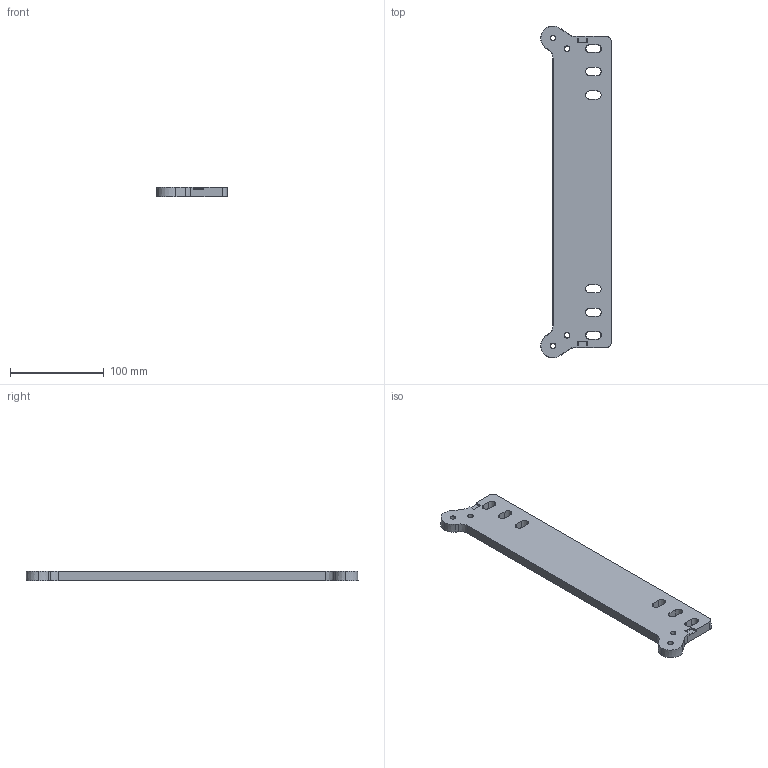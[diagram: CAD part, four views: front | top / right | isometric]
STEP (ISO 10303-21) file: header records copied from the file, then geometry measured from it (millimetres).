
FILE_DESCRIPTION (( 'STEP AP214' ), '1' );
FILE_NAME ('Flange14in.STEP', '2009-07-01T10:53:09', ( '' ), ( '' ), 'SwSTEP 2.0', 'SolidWorks 2008', '' );
FILE_SCHEMA (( 'AUTOMOTIVE_DESIGN' ));
Length unit declared in the file: millimetre
Products named in the file (1): Flange14in
Bounding box: 75.07 x 353.22 x 10 mm (x, y, z)
Volume: 113815.8 mm3; surface area: 86106.6 mm2
Topology: 1 solids, 1 shells, 937 faces, 2400 edges, 1552 vertices
Faces by surface type: plane 567, cylinder 228, cone 98, bspline 44
Entity records: 37758 total; most frequent: CARTESIAN_POINT 17832, ORIENTED_EDGE 4774, DIRECTION 2952, EDGE_CURVE 2387, VERTEX_POINT 1552, B_SPLINE_CURVE_WITH_KNOTS 1336, EDGE_LOOP 1057, AXIS2_PLACEMENT_3D 1028
